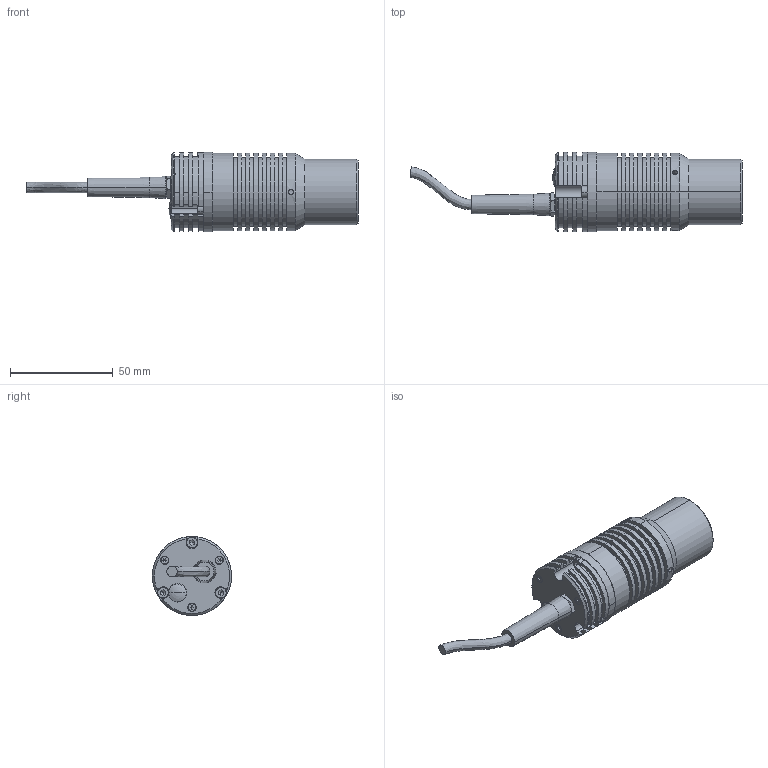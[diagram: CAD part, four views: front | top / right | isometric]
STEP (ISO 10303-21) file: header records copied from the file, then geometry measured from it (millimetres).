
FILE_DESCRIPTION (( 'STEP AP203' ), '1' );
FILE_NAME ('DP71576-A_LTPRHP3W-G.step', '2022-01-20T15:30:39', ( '' ), ( '' ), 'SwSTEP 2.0', 'SolidWorks 2021', '' );
FILE_SCHEMA (( 'CONFIG_CONTROL_DESIGN' ));
Length unit declared in the file: millimetre
Products named in the file (1): DP71576-A_LTPRHP3W-G
Bounding box: 161.4 x 38.5 x 38.5 mm (x, y, z)
Surface area: 23101.5 mm2 (no closed solid volume)
Topology: 0 solids, 28 shells, 236 faces, 680 edges, 473 vertices
Faces by surface type: cylinder 93, plane 89, cone 28, torus 16, bspline 10
Entity records: 8244 total; most frequent: CARTESIAN_POINT 1944, DIRECTION 1371, ORIENTED_EDGE 1129, EDGE_CURVE 666, AXIS2_PLACEMENT_3D 524, VERTEX_POINT 473, VECTOR 323, LINE 323
